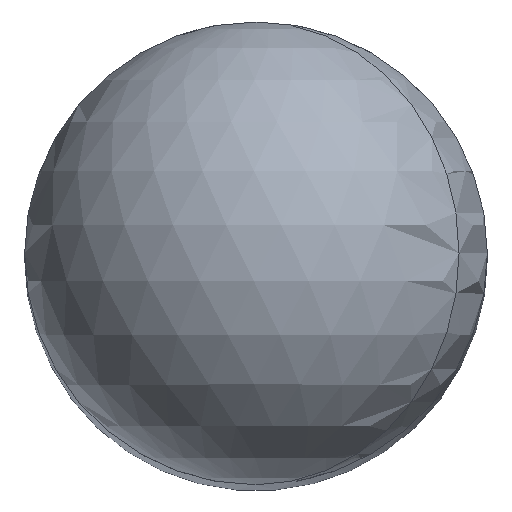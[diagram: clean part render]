
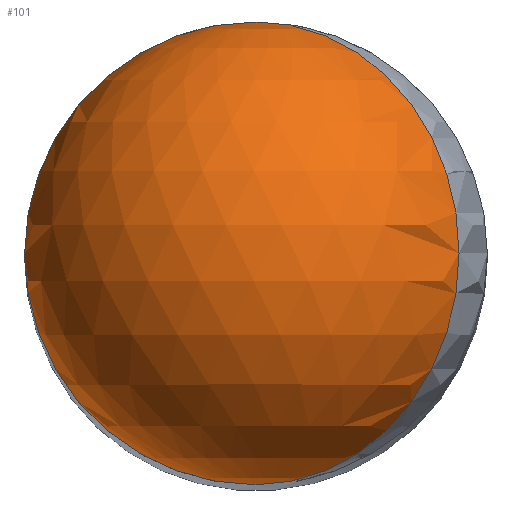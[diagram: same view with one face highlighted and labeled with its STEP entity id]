
A CAD part, top view. The second image highlights one B-rep face of the part: STEP entity #101.
In plain terms, the highlighted spherical face has radius 5 mm.
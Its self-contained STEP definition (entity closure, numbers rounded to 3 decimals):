
#52=CARTESIAN_POINT('Axis2P3D Location',(0.,0.,75.)) ;
#57=CARTESIAN_POINT('Axis2P3D Location',(0.,0.,75.)) ;
#61=CARTESIAN_POINT('Vertex',(0.,5.,75.)) ;
#63=CARTESIAN_POINT('Vertex',(0.,-5.,75.)) ;
#84=CARTESIAN_POINT('Axis2P3D Location',(0.,0.,75.)) ;
#88=CARTESIAN_POINT('Vertex',(-5.,0.,75.)) ;
#91=CARTESIAN_POINT('Axis2P3D Location',(0.,0.,75.)) ;
#53=DIRECTION('Axis2P3D Direction',(0.,-1.,0.)) ;
#54=DIRECTION('Axis2P3D XDirection',(0.878,0.,0.479)) ;
#58=DIRECTION('Axis2P3D Direction',(0.479,0.,-0.878)) ;
#85=DIRECTION('Axis2P3D Direction',(0.,0.,1.)) ;
#92=DIRECTION('Axis2P3D Direction',(0.,0.,1.)) ;
#55=AXIS2_PLACEMENT_3D('Sphere Axis2P3D',#52,#53,#54) ;
#59=AXIS2_PLACEMENT_3D('Circle Axis2P3D',#57,#58,$) ;
#86=AXIS2_PLACEMENT_3D('Circle Axis2P3D',#84,#85,$) ;
#93=AXIS2_PLACEMENT_3D('Circle Axis2P3D',#91,#92,$) ;
#97=ORIENTED_EDGE('',*,*,#65,.F.) ;
#98=ORIENTED_EDGE('',*,*,#90,.T.) ;
#99=ORIENTED_EDGE('',*,*,#95,.T.) ;
#101=ADVANCED_FACE('PartBody',(#100),#56,.T.) ;
#60=CIRCLE('generated circle',#59,5.) ;
#87=CIRCLE('generated circle',#86,5.) ;
#94=CIRCLE('generated circle',#93,5.) ;
#65=EDGE_CURVE('',#62,#64,#60,.T.) ;
#90=EDGE_CURVE('',#62,#89,#87,.T.) ;
#95=EDGE_CURVE('',#89,#64,#94,.T.) ;
#96=EDGE_LOOP('',(#97,#98,#99)) ;
#100=FACE_OUTER_BOUND('',#96,.T.) ;
#56=SPHERICAL_SURFACE('',#55,5.) ;
#62=VERTEX_POINT('',#61) ;
#64=VERTEX_POINT('',#63) ;
#89=VERTEX_POINT('',#88) ;
